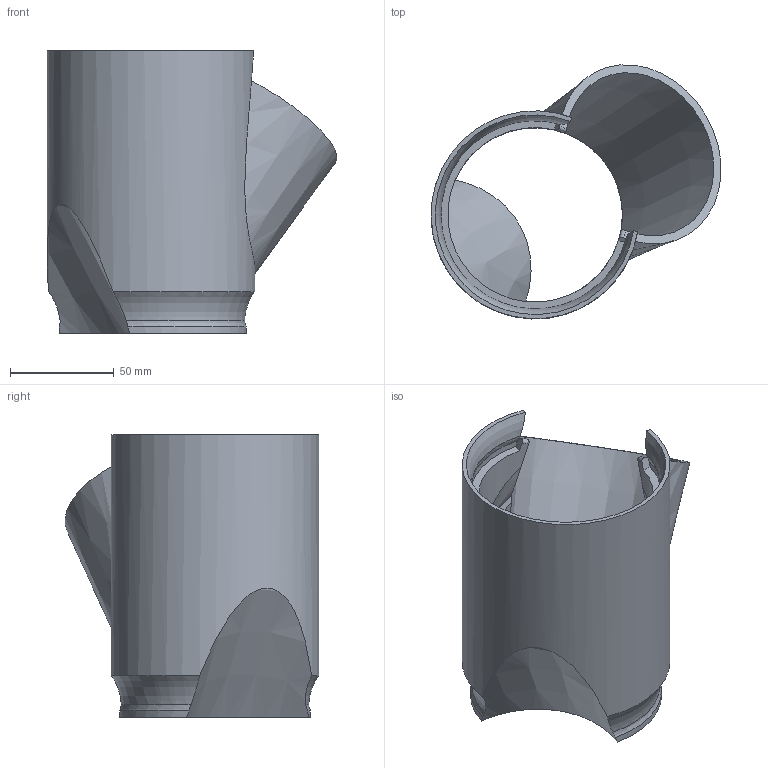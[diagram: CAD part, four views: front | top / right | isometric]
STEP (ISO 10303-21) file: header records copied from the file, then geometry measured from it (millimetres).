
FILE_DESCRIPTION(/* description */ (''),/* implementation_level */ '2;1');
FILE_NAME(/* name */ '80mm Planter Module.step',/* time_stamp */ '2024-02-03T15:07:25+11:00',/* author */ (''),/* organization */ (''),/* preprocessor_version */ 'ST-DEVELOPER v20',/* originating_system */ 'Autodesk Translation Framework v12.20.1.177',/* authorisation */ '');
FILE_SCHEMA (('AUTOMOTIVE_DESIGN { 1 0 10303 214 3 1 1 }'));
Length unit declared in the file: millimetre
Products named in the file (1): 80mm Planter Module
Bounding box: 139.4 x 122.09 x 135.88 mm (x, y, z)
Volume: 242756.3 mm3; surface area: 88738.3 mm2
Topology: 1 solids, 1 shells, 29 faces, 82 edges, 54 vertices
Faces by surface type: cone 8, bspline 6, plane 6, cylinder 5, torus 4
Full cylindrical faces by diameter (mm): 84 x1, 100 x1
Entity records: 2406 total; most frequent: CARTESIAN_POINT 1696, ORIENTED_EDGE 164, DIRECTION 115, EDGE_CURVE 82, AXIS2_PLACEMENT_3D 57, VERTEX_POINT 54, B_SPLINE_CURVE_WITH_KNOTS 48, EDGE_LOOP 30
